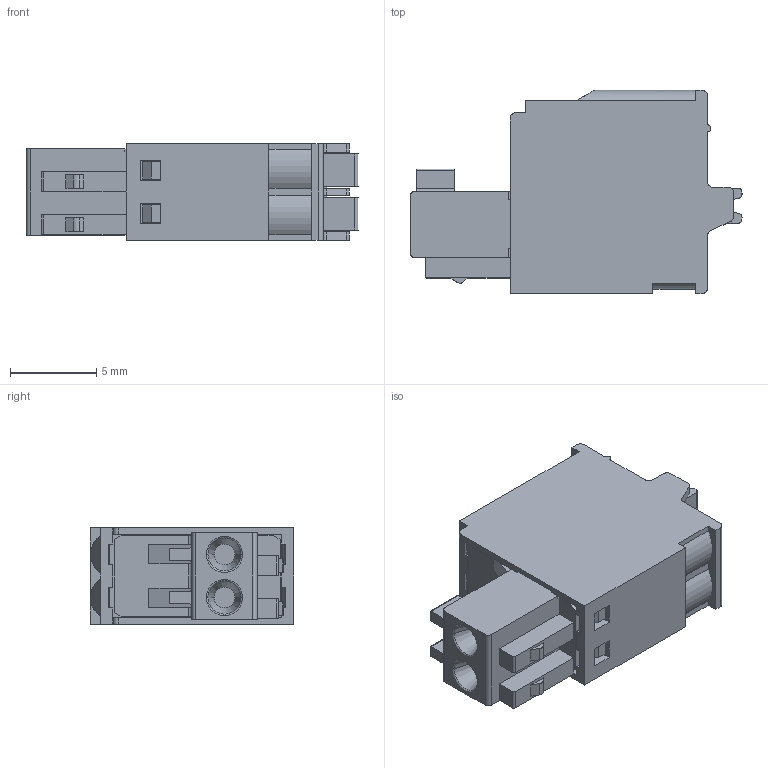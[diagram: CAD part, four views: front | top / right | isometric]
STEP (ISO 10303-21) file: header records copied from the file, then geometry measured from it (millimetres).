
FILE_DESCRIPTION((''),'2;1');
FILE_NAME('TLPS-006V-08P','2024-09-14T13:26:47',('sheji'),(''),'CREO PARAMETRIC BY PTC INC, 2018100','CREO PARAMETRIC BY PTC INC, 2018100','');
FILE_SCHEMA(('CONFIG_CONTROL_DESIGN'));
Length unit declared in the file: millimetre
Products named in the file (1): TLPS-006V-08P
Bounding box: 19.2 x 11.75 x 5.6 mm (x, y, z)
Volume: 791.7 mm3; surface area: 891 mm2
Topology: 1 solids, 2 shells, 294 faces, 810 edges, 534 vertices
Faces by surface type: plane 216, cylinder 62, cone 10, torus 4, sphere 2
Entity records: 9440 total; most frequent: CARTESIAN_POINT 1779, ORIENTED_EDGE 1620, DIRECTION 1538, EDGE_CURVE 810, VECTOR 648, LINE 648, VERTEX_POINT 534, AXIS2_PLACEMENT_3D 445
